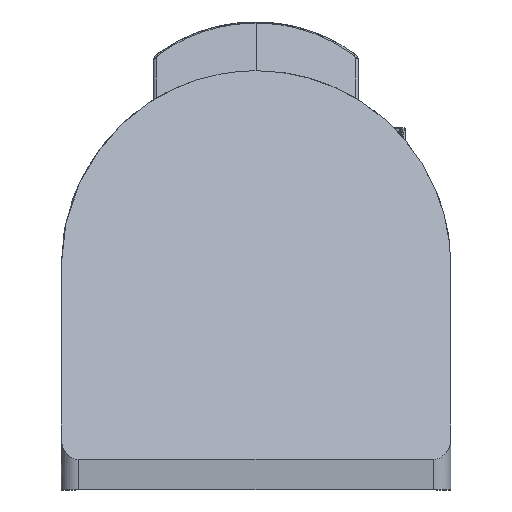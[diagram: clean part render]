
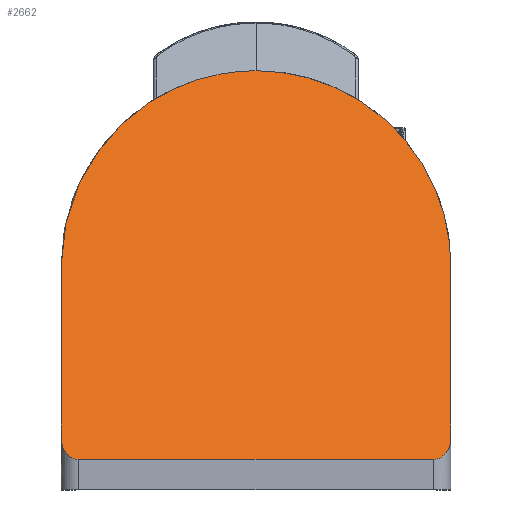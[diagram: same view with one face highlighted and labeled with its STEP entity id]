
A CAD part, front view. The second image highlights one B-rep face of the part: STEP entity #2662.
In plain terms, the highlighted planar face has unit normal (0, -0.777, 0.63).
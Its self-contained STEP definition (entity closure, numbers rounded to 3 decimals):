
#278 = FACE_OUTER_BOUND ( 'NONE', #1461, .T. ) ;
#397 = LINE ( 'NONE', #5918, #10495 ) ;
#400 = LINE ( 'NONE', #6013, #10500 ) ;
#777 = ORIENTED_EDGE ( 'NONE', *, *, #4509, .F. ) ;
#1211 =( BOUNDED_CURVE ( )  B_SPLINE_CURVE ( 3, ( #5678, #6065, #5836, #5754 ),
 .UNSPECIFIED., .F., .T. ) 
 B_SPLINE_CURVE_WITH_KNOTS ( ( 4, 4 ),
 ( 0., 1.571 ),
 .UNSPECIFIED. ) 
 CURVE ( )  GEOMETRIC_REPRESENTATION_ITEM ( )  RATIONAL_B_SPLINE_CURVE ( ( 1., 0.805, 0.805, 1. ) ) 
 REPRESENTATION_ITEM ( '' )  );
#1250 =( BOUNDED_CURVE ( )  B_SPLINE_CURVE ( 3, ( #5951, #6122, #6114, #6057 ),
 .UNSPECIFIED., .F., .T. ) 
 B_SPLINE_CURVE_WITH_KNOTS ( ( 4, 4 ),
 ( 1.571, 3.142 ),
 .UNSPECIFIED. ) 
 CURVE ( )  GEOMETRIC_REPRESENTATION_ITEM ( )  RATIONAL_B_SPLINE_CURVE ( ( 1., 0.805, 0.805, 1. ) ) 
 REPRESENTATION_ITEM ( '' )  );
#1461 = EDGE_LOOP ( 'NONE', ( #1883, #1894, #1879, #1882, #1907, #1870, #777 ) ) ;
#1870 = ORIENTED_EDGE ( 'NONE', *, *, #4579, .F. ) ;
#1879 = ORIENTED_EDGE ( 'NONE', *, *, #2502, .T. ) ;
#1882 = ORIENTED_EDGE ( 'NONE', *, *, #2508, .T. ) ;
#1883 = ORIENTED_EDGE ( 'NONE', *, *, #2498, .F. ) ;
#1894 = ORIENTED_EDGE ( 'NONE', *, *, #2505, .T. ) ;
#1907 = ORIENTED_EDGE ( 'NONE', *, *, #4577, .T. ) ;
#2498 = EDGE_CURVE ( 'NONE', #7852, #7887, #400, .T. ) ;
#2502 = EDGE_CURVE ( 'NONE', #7867, #7868, #397, .T. ) ;
#2505 = EDGE_CURVE ( 'NONE', #7852, #7867, #1250, .T. ) ;
#2508 = EDGE_CURVE ( 'NONE', #7868, #7853, #1211, .T. ) ;
#2662 = ADVANCED_FACE ( 'NONE', ( #278 ), #14033, .F. ) ;
#3191 = VECTOR ( 'NONE', #15077, 1000. ) ;
#4005 = LINE ( 'NONE', #15078, #3191 ) ;
#4296 =( BOUNDED_CURVE ( )  B_SPLINE_CURVE ( 3, ( #15428, #15427, #15425, #15421 ),
 .UNSPECIFIED., .F., .T. ) 
 B_SPLINE_CURVE_WITH_KNOTS ( ( 4, 4 ),
 ( 4.712, 6.283 ),
 .UNSPECIFIED. ) 
 CURVE ( )  GEOMETRIC_REPRESENTATION_ITEM ( )  RATIONAL_B_SPLINE_CURVE ( ( 1., 0.805, 0.805, 1. ) ) 
 REPRESENTATION_ITEM ( '' )  );
#4305 =( BOUNDED_CURVE ( )  B_SPLINE_CURVE ( 3, ( #15072, #15071, #15070, #15068 ),
 .UNSPECIFIED., .F., .T. ) 
 B_SPLINE_CURVE_WITH_KNOTS ( ( 4, 4 ),
 ( 0., 1.571 ),
 .UNSPECIFIED. ) 
 CURVE ( )  GEOMETRIC_REPRESENTATION_ITEM ( )  RATIONAL_B_SPLINE_CURVE ( ( 1., 0.805, 0.805, 1. ) ) 
 REPRESENTATION_ITEM ( '' )  );
#4509 = EDGE_CURVE ( 'NONE', #7887, #7888, #4296, .T. ) ;
#4577 = EDGE_CURVE ( 'NONE', #7853, #7854, #4005, .T. ) ;
#4579 = EDGE_CURVE ( 'NONE', #7888, #7854, #4305, .T. ) ;
#5678 = CARTESIAN_POINT ( 'NONE',  ( 49.376, -184.775, -100.733 ) ) ;
#5754 = CARTESIAN_POINT ( 'NONE',  ( 54.376, -179.775, -94.566 ) ) ;
#5836 = CARTESIAN_POINT ( 'NONE',  ( 54.376, -182.704, -98.179 ) ) ;
#5841 = DIRECTION ( 'NONE',  ( 0., 0.63, 0.777 ) ) ;
#5909 = DIRECTION ( 'NONE',  ( 1., 0., 0. ) ) ;
#5918 = CARTESIAN_POINT ( 'NONE',  ( -1.624, -184.775, -100.733 ) ) ;
#5951 = CARTESIAN_POINT ( 'NONE',  ( -57.624, -179.775, -94.566 ) ) ;
#6013 = CARTESIAN_POINT ( 'NONE',  ( -57.624, -94.175, 11. ) ) ;
#6057 = CARTESIAN_POINT ( 'NONE',  ( -52.624, -184.775, -100.733 ) ) ;
#6065 = CARTESIAN_POINT ( 'NONE',  ( 52.304, -184.775, -100.733 ) ) ;
#6114 = CARTESIAN_POINT ( 'NONE',  ( -55.553, -184.775, -100.733 ) ) ;
#6122 = CARTESIAN_POINT ( 'NONE',  ( -57.624, -182.704, -98.179 ) ) ;
#7852 = VERTEX_POINT ( 'NONE', #15151 ) ;
#7853 = VERTEX_POINT ( 'NONE', #15146 ) ;
#7854 = VERTEX_POINT ( 'NONE', #15145 ) ;
#7867 = VERTEX_POINT ( 'NONE', #15309 ) ;
#7868 = VERTEX_POINT ( 'NONE', #15308 ) ;
#7887 = VERTEX_POINT ( 'NONE', #12526 ) ;
#7888 = VERTEX_POINT ( 'NONE', #12521 ) ;
#10241 = AXIS2_PLACEMENT_3D ( 'NONE', #14032, #14031, #14030 ) ;
#10495 = VECTOR ( 'NONE', #5909, 1000. ) ;
#10500 = VECTOR ( 'NONE', #5841, 1000. ) ;
#12521 = CARTESIAN_POINT ( 'NONE',  ( -1.624, -94.175, 11. ) ) ;
#12526 = CARTESIAN_POINT ( 'NONE',  ( -57.624, -139.583, -45. ) ) ;
#14030 = DIRECTION ( 'NONE',  ( 0., 0.63, 0.777 ) ) ;
#14031 = DIRECTION ( 'NONE',  ( 0., 0.777, -0.63 ) ) ;
#14032 = CARTESIAN_POINT ( 'NONE',  ( -57.624, -94.175, 11. ) ) ;
#14033 = PLANE ( 'NONE',  #10241 ) ;
#15068 = CARTESIAN_POINT ( 'NONE',  ( 54.376, -139.583, -45. ) ) ;
#15070 = CARTESIAN_POINT ( 'NONE',  ( 54.376, -112.984, -12.196 ) ) ;
#15071 = CARTESIAN_POINT ( 'NONE',  ( 31.18, -94.175, 11. ) ) ;
#15072 = CARTESIAN_POINT ( 'NONE',  ( -1.624, -94.175, 11. ) ) ;
#15077 = DIRECTION ( 'NONE',  ( 0., 0.63, 0.777 ) ) ;
#15078 = CARTESIAN_POINT ( 'NONE',  ( 54.376, -94.175, 11. ) ) ;
#15145 = CARTESIAN_POINT ( 'NONE',  ( 54.376, -139.583, -45. ) ) ;
#15146 = CARTESIAN_POINT ( 'NONE',  ( 54.376, -179.775, -94.566 ) ) ;
#15151 = CARTESIAN_POINT ( 'NONE',  ( -57.624, -179.775, -94.566 ) ) ;
#15308 = CARTESIAN_POINT ( 'NONE',  ( 49.376, -184.775, -100.733 ) ) ;
#15309 = CARTESIAN_POINT ( 'NONE',  ( -52.624, -184.775, -100.733 ) ) ;
#15421 = CARTESIAN_POINT ( 'NONE',  ( -1.624, -94.175, 11. ) ) ;
#15425 = CARTESIAN_POINT ( 'NONE',  ( -34.428, -94.175, 11. ) ) ;
#15427 = CARTESIAN_POINT ( 'NONE',  ( -57.624, -112.984, -12.196 ) ) ;
#15428 = CARTESIAN_POINT ( 'NONE',  ( -57.624, -139.583, -45. ) ) ;
